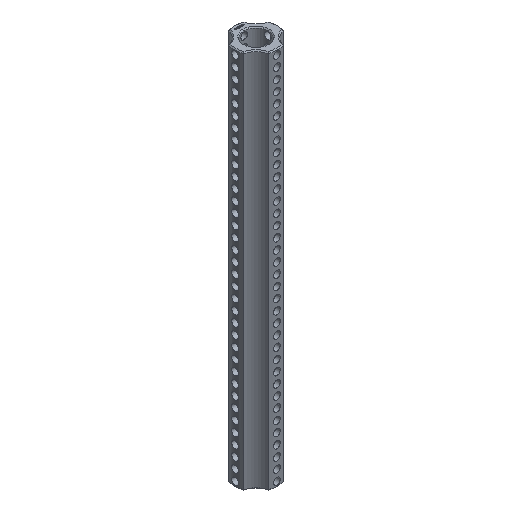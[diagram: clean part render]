
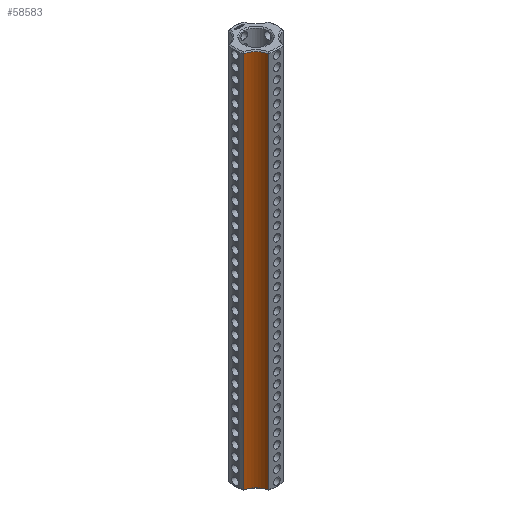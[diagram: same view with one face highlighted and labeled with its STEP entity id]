
A CAD part, isometric view. The second image highlights one B-rep face of the part: STEP entity #58583.
In plain terms, the highlighted cylindrical face has radius 5 mm (diameter 10 mm), a partial arc.
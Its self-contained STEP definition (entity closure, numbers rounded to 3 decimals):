
#7785 = CYLINDRICAL_SURFACE('',#7786,6.25);
#7786 = AXIS2_PLACEMENT_3D('',#7787,#7788,#7789);
#7787 = CARTESIAN_POINT('',(0.,0.,0.));
#7788 = DIRECTION('',(-0.,-0.,-1.));
#7789 = DIRECTION('',(1.,0.,0.));
#16578 = EDGE_CURVE('',#16579,#16581,#16583,.T.);
#16579 = VERTEX_POINT('',#16580);
#16580 = CARTESIAN_POINT('',(-2.225,-5.841,0.3));
#16581 = VERTEX_POINT('',#16582);
#16582 = CARTESIAN_POINT('',(-2.225,-5.841,112.2));
#16583 = SURFACE_CURVE('',#16584,(#16588,#16595),.PCURVE_S1.);
#16584 = LINE('',#16585,#16586);
#16585 = CARTESIAN_POINT('',(-2.225,-5.841,0.));
#16586 = VECTOR('',#16587,1.);
#16587 = DIRECTION('',(0.,0.,1.));
#16588 = PCURVE('',#7785,#16589);
#16589 = DEFINITIONAL_REPRESENTATION('',(#16590),#16594);
#16590 = LINE('',#16591,#16592);
#16591 = CARTESIAN_POINT('',(-4.348,0.));
#16592 = VECTOR('',#16593,1.);
#16593 = DIRECTION('',(-0.,-1.));
#16594 = ( GEOMETRIC_REPRESENTATION_CONTEXT(2) 
PARAMETRIC_REPRESENTATION_CONTEXT() REPRESENTATION_CONTEXT('2D SPACE',''
  ) );
#16595 = PCURVE('',#16596,#16601);
#16596 = CYLINDRICAL_SURFACE('',#16597,5.);
#16597 = AXIS2_PLACEMENT_3D('',#16598,#16599,#16600);
#16598 = CARTESIAN_POINT('',(-7.071,-7.071,0.));
#16599 = DIRECTION('',(-0.,-0.,-1.));
#16600 = DIRECTION('',(1.,0.,0.));
#16601 = DEFINITIONAL_REPRESENTATION('',(#16602),#16606);
#16602 = LINE('',#16603,#16604);
#16603 = CARTESIAN_POINT('',(-0.249,0.));
#16604 = VECTOR('',#16605,1.);
#16605 = DIRECTION('',(-0.,-1.));
#16606 = ( GEOMETRIC_REPRESENTATION_CONTEXT(2) 
PARAMETRIC_REPRESENTATION_CONTEXT() REPRESENTATION_CONTEXT('2D SPACE',''
  ) );
#22728 = CONICAL_SURFACE('',#22729,5.,0.785);
#22729 = AXIS2_PLACEMENT_3D('',#22730,#22731,#22732);
#22730 = CARTESIAN_POINT('',(-7.071,-7.071,0.3));
#22731 = DIRECTION('',(-0.,-0.,-1.));
#22732 = DIRECTION('',(0.969,0.246,0.));
#22960 = CONICAL_SURFACE('',#22961,5.,0.785);
#22961 = AXIS2_PLACEMENT_3D('',#22962,#22963,#22964);
#22962 = CARTESIAN_POINT('',(-7.071,-7.071,112.2));
#22963 = DIRECTION('',(0.,0.,1.));
#22964 = DIRECTION('',(0.969,0.246,0.));
#58583 = ADVANCED_FACE('',(#58584),#16596,.F.);
#58584 = FACE_BOUND('',#58585,.T.);
#58585 = EDGE_LOOP('',(#58586,#58587,#58611,#58639));
#58586 = ORIENTED_EDGE('',*,*,#16578,.T.);
#58587 = ORIENTED_EDGE('',*,*,#58588,.T.);
#58588 = EDGE_CURVE('',#16581,#58589,#58591,.T.);
#58589 = VERTEX_POINT('',#58590);
#58590 = CARTESIAN_POINT('',(-5.841,-2.225,112.2));
#58591 = SURFACE_CURVE('',#58592,(#58597,#58604),.PCURVE_S1.);
#58592 = CIRCLE('',#58593,5.);
#58593 = AXIS2_PLACEMENT_3D('',#58594,#58595,#58596);
#58594 = CARTESIAN_POINT('',(-7.071,-7.071,112.2));
#58595 = DIRECTION('',(0.,-0.,1.));
#58596 = DIRECTION('',(0.969,0.246,0.));
#58597 = PCURVE('',#16596,#58598);
#58598 = DEFINITIONAL_REPRESENTATION('',(#58599),#58603);
#58599 = LINE('',#58600,#58601);
#58600 = CARTESIAN_POINT('',(-0.249,-112.2));
#58601 = VECTOR('',#58602,1.);
#58602 = DIRECTION('',(-1.,0.));
#58603 = ( GEOMETRIC_REPRESENTATION_CONTEXT(2) 
PARAMETRIC_REPRESENTATION_CONTEXT() REPRESENTATION_CONTEXT('2D SPACE',''
  ) );
#58604 = PCURVE('',#22960,#58605);
#58605 = DEFINITIONAL_REPRESENTATION('',(#58606),#58610);
#58606 = LINE('',#58607,#58608);
#58607 = CARTESIAN_POINT('',(0.,0.));
#58608 = VECTOR('',#58609,1.);
#58609 = DIRECTION('',(1.,0.));
#58610 = ( GEOMETRIC_REPRESENTATION_CONTEXT(2) 
PARAMETRIC_REPRESENTATION_CONTEXT() REPRESENTATION_CONTEXT('2D SPACE',''
  ) );
#58611 = ORIENTED_EDGE('',*,*,#58612,.F.);
#58612 = EDGE_CURVE('',#58613,#58589,#58615,.T.);
#58613 = VERTEX_POINT('',#58614);
#58614 = CARTESIAN_POINT('',(-5.841,-2.225,0.3));
#58615 = SURFACE_CURVE('',#58616,(#58620,#58627),.PCURVE_S1.);
#58616 = LINE('',#58617,#58618);
#58617 = CARTESIAN_POINT('',(-5.841,-2.225,0.));
#58618 = VECTOR('',#58619,1.);
#58619 = DIRECTION('',(0.,0.,1.));
#58620 = PCURVE('',#16596,#58621);
#58621 = DEFINITIONAL_REPRESENTATION('',(#58622),#58626);
#58622 = LINE('',#58623,#58624);
#58623 = CARTESIAN_POINT('',(-1.322,0.));
#58624 = VECTOR('',#58625,1.);
#58625 = DIRECTION('',(-0.,-1.));
#58626 = ( GEOMETRIC_REPRESENTATION_CONTEXT(2) 
PARAMETRIC_REPRESENTATION_CONTEXT() REPRESENTATION_CONTEXT('2D SPACE',''
  ) );
#58627 = PCURVE('',#58628,#58633);
#58628 = CYLINDRICAL_SURFACE('',#58629,6.25);
#58629 = AXIS2_PLACEMENT_3D('',#58630,#58631,#58632);
#58630 = CARTESIAN_POINT('',(0.,0.,0.));
#58631 = DIRECTION('',(-0.,-0.,-1.));
#58632 = DIRECTION('',(1.,0.,0.));
#58633 = DEFINITIONAL_REPRESENTATION('',(#58634),#58638);
#58634 = LINE('',#58635,#58636);
#58635 = CARTESIAN_POINT('',(-3.506,0.));
#58636 = VECTOR('',#58637,1.);
#58637 = DIRECTION('',(-0.,-1.));
#58638 = ( GEOMETRIC_REPRESENTATION_CONTEXT(2) 
PARAMETRIC_REPRESENTATION_CONTEXT() REPRESENTATION_CONTEXT('2D SPACE',''
  ) );
#58639 = ORIENTED_EDGE('',*,*,#58640,.F.);
#58640 = EDGE_CURVE('',#16579,#58613,#58641,.T.);
#58641 = SURFACE_CURVE('',#58642,(#58647,#58654),.PCURVE_S1.);
#58642 = CIRCLE('',#58643,5.);
#58643 = AXIS2_PLACEMENT_3D('',#58644,#58645,#58646);
#58644 = CARTESIAN_POINT('',(-7.071,-7.071,0.3));
#58645 = DIRECTION('',(0.,-0.,1.));
#58646 = DIRECTION('',(0.969,0.246,0.));
#58647 = PCURVE('',#16596,#58648);
#58648 = DEFINITIONAL_REPRESENTATION('',(#58649),#58653);
#58649 = LINE('',#58650,#58651);
#58650 = CARTESIAN_POINT('',(-0.249,-0.3));
#58651 = VECTOR('',#58652,1.);
#58652 = DIRECTION('',(-1.,0.));
#58653 = ( GEOMETRIC_REPRESENTATION_CONTEXT(2) 
PARAMETRIC_REPRESENTATION_CONTEXT() REPRESENTATION_CONTEXT('2D SPACE',''
  ) );
#58654 = PCURVE('',#22728,#58655);
#58655 = DEFINITIONAL_REPRESENTATION('',(#58656),#58660);
#58656 = LINE('',#58657,#58658);
#58657 = CARTESIAN_POINT('',(-0.,0.));
#58658 = VECTOR('',#58659,1.);
#58659 = DIRECTION('',(-1.,0.));
#58660 = ( GEOMETRIC_REPRESENTATION_CONTEXT(2) 
PARAMETRIC_REPRESENTATION_CONTEXT() REPRESENTATION_CONTEXT('2D SPACE',''
  ) );
